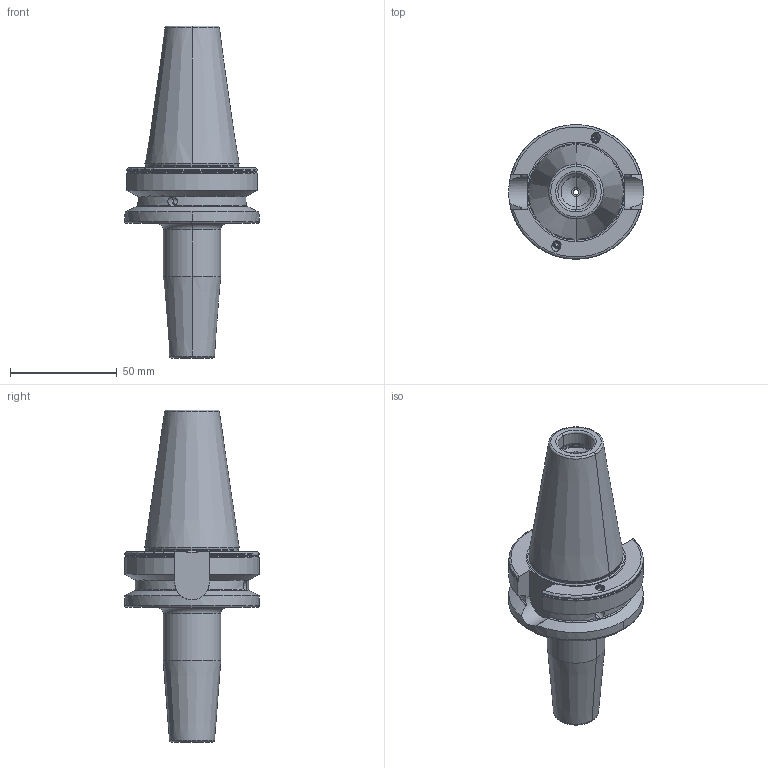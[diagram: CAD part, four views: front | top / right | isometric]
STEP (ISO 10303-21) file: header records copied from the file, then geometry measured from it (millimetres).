
FILE_DESCRIPTION((''),'2;1');
FILE_NAME('DC_406_70_06','2020-08-26T',('104091'),(''),'CREO PARAMETRIC BY PTC INC, 2016260','CREO PARAMETRIC BY PTC INC, 2016260','');
FILE_SCHEMA(('CONFIG_CONTROL_DESIGN'));
Length unit declared in the file: millimetre
Products named in the file (1): DC_406_70_06
Bounding box: 63 x 63 x 155.4 mm (x, y, z)
Volume: 149111.2 mm3; surface area: 29381.2 mm2
Topology: 1 solids, 1 shells, 179 faces, 437 edges, 264 vertices
Faces by surface type: cylinder 52, plane 49, cone 48, torus 30
Entity records: 5767 total; most frequent: CARTESIAN_POINT 1546, DIRECTION 897, ORIENTED_EDGE 864, EDGE_CURVE 432, AXIS2_PLACEMENT_3D 358, VERTEX_POINT 262, EDGE_LOOP 192, VECTOR 181
